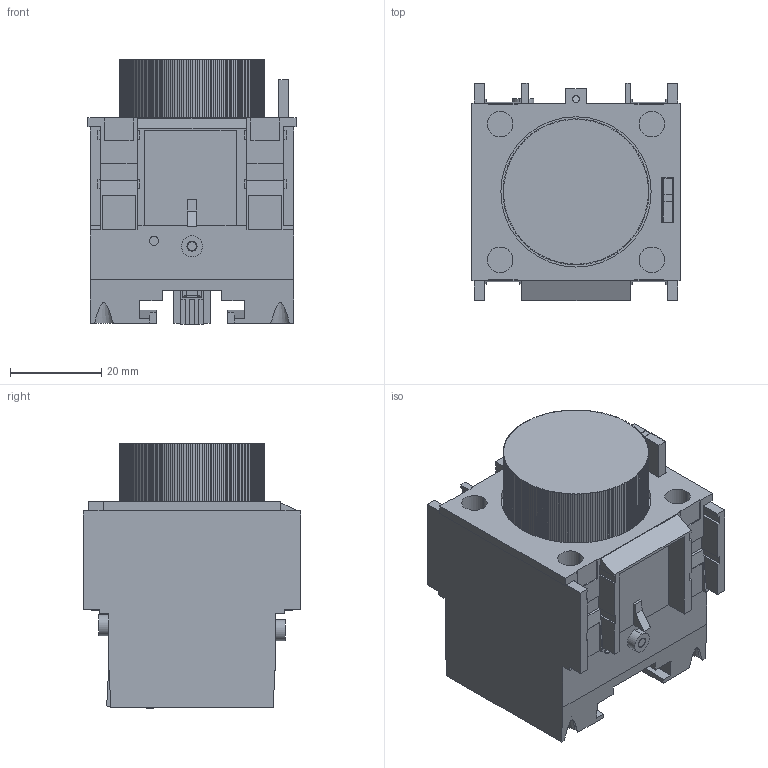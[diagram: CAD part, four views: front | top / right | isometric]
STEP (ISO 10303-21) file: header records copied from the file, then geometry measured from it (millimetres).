
FILE_DESCRIPTION (( 'STEP AP214' ), '1' );
FILE_NAME ('BLA2DT4.STEP', '2023-05-23T11:48:07', ( '' ), ( '' ), 'SwSTEP 2.0', 'SolidWorks 2022', '' );
FILE_SCHEMA (( 'AUTOMOTIVE_DESIGN' ));
Length unit declared in the file: millimetre
Products named in the file (1): BLA2DT4
Bounding box: 45.7 x 47.75 x 58.16 mm (x, y, z)
Volume: 81171.8 mm3; surface area: 18191.2 mm2
Topology: 1 solids, 1 shells, 823 faces, 2353 edges, 1551 vertices
Faces by surface type: plane 686, cylinder 129, cone 8
Entity records: 26629 total; most frequent: CARTESIAN_POINT 4836, ORIENTED_EDGE 4706, DIRECTION 4277, EDGE_CURVE 2353, VECTOR 2069, LINE 2069, VERTEX_POINT 1551, AXIS2_PLACEMENT_3D 1104
